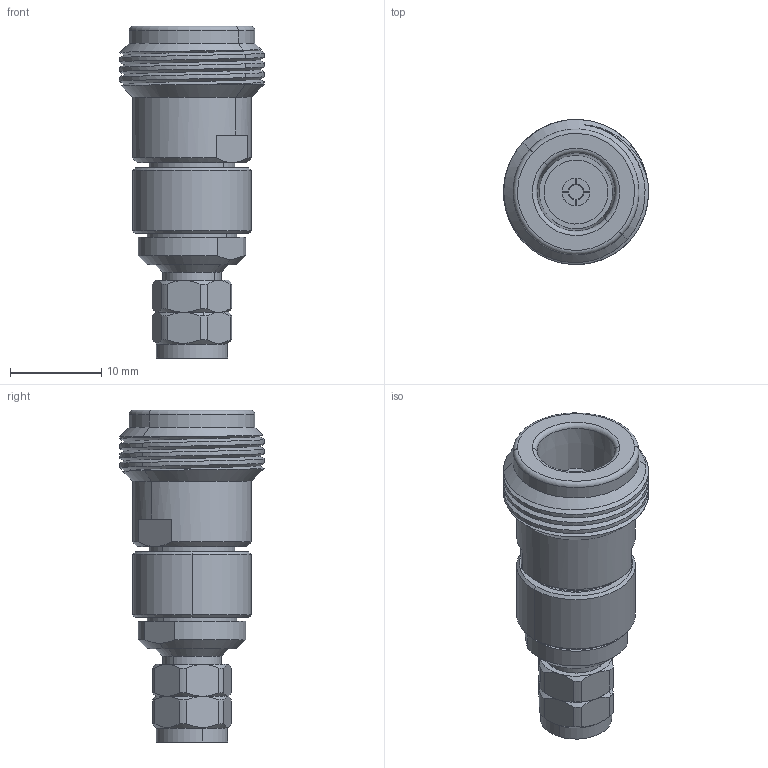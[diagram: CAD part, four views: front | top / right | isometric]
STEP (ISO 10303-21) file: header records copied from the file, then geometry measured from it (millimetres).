
FILE_DESCRIPTION (( 'STEP AP214' ), '1' );
FILE_NAME ('CT-NF2M-LN1.STEP', '2025-01-16T23:21:19', ( '' ), ( '' ), 'SwSTEP 2.0', 'SolidWorks 2021', '' );
FILE_SCHEMA (( 'AUTOMOTIVE_DESIGN' ));
Length unit declared in the file: inch
Products named in the file (1): CT-NF2M-LN1
Bounding box: 15.88 x 15.87 x 36.34 mm (x, y, z)
Volume: 3425.8 mm3; surface area: 2850.3 mm2
Topology: 3 solids, 4 shells, 221 faces, 513 edges, 322 vertices
Faces by surface type: cylinder 85, plane 66, cone 62, torus 6, bspline 2
Entity records: 10813 total; most frequent: CARTESIAN_POINT 2894, DIRECTION 1102, ORIENTED_EDGE 1026, EDGE_CURVE 513, AXIS2_PLACEMENT_3D 460, VERTEX_POINT 322, EDGE_LOOP 247, CIRCLE 240
